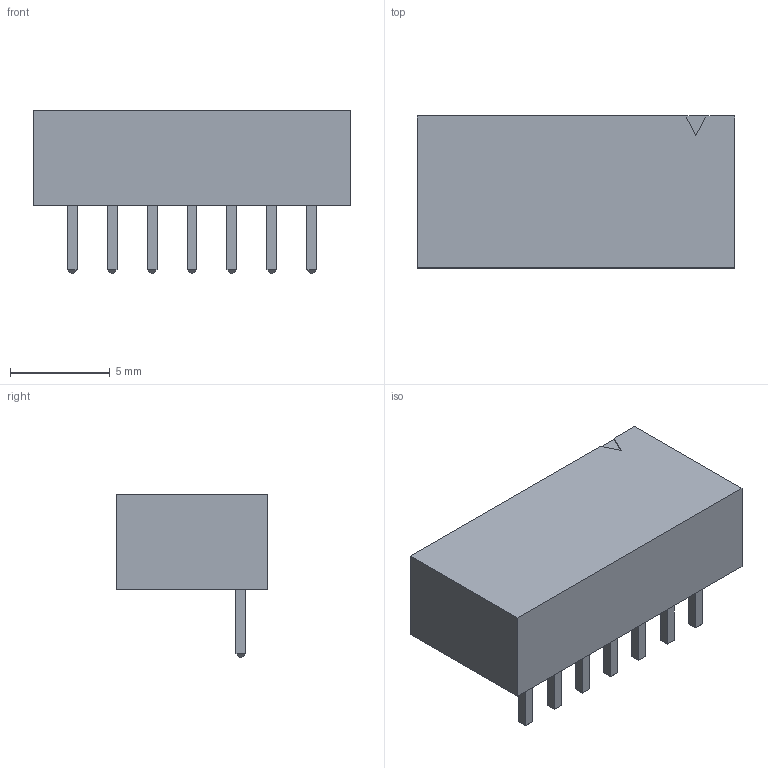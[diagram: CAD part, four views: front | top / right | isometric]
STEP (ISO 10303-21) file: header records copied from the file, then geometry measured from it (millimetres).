
FILE_DESCRIPTION(('FreeCAD Model'),'2;1');
FILE_NAME('407175.2.1.stp','2020-09-12T11:18:03',( 'Author'),(''),'Open CASCADE STEP processor 6.9','FreeCAD','Unknown' );
FILE_SCHEMA(('AUTOMOTIVE_DESIGN { 1 0 10303 214 1 1 1 1 }'));
Length unit declared in the file: millimetre
Products named in the file (3): ASSEMBLY; Body; LeadsArray
Assembly tree (2 placements, depth 2):
  ASSEMBLY
    Body
    LeadsArray
Bounding box: 15.9 x 7.6 x 8.2 mm (x, y, z)
Volume: 236.9 mm3; surface area: 857.8 mm2
Topology: 8 solids, 8 shells, 140 faces, 313 edges, 190 vertices
Faces by surface type: plane 126, cylinder 14
Entity records: 7976 total; most frequent: CARTESIAN_POINT 1356, DIRECTION 1239, LINE 883, VECTOR 883, ORIENTED_EDGE 626, PCURVE 626, DEFINITIONAL_REPRESENTATION 626, EDGE_CURVE 313
